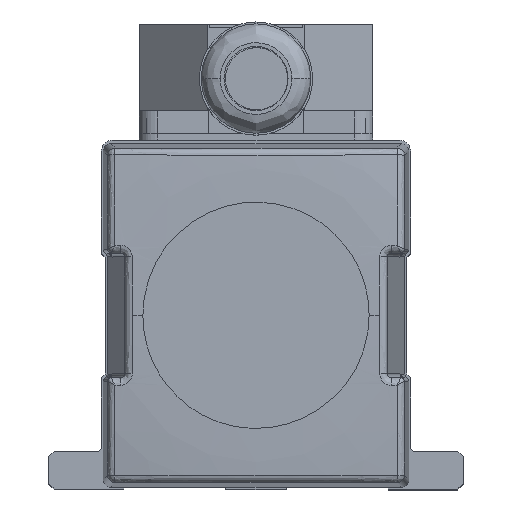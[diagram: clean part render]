
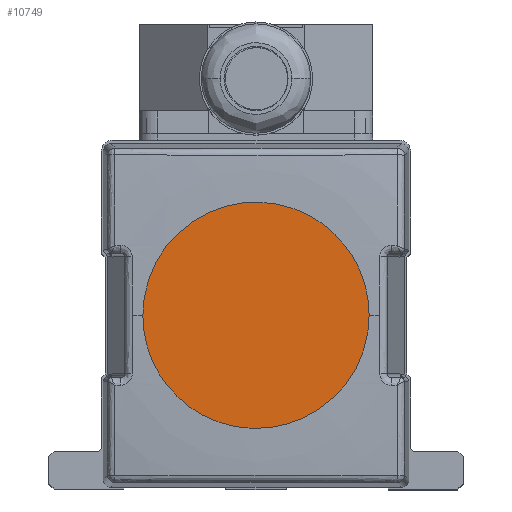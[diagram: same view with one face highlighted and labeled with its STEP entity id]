
A CAD part, top view. The second image highlights one B-rep face of the part: STEP entity #10749.
In plain terms, the highlighted planar face has unit normal (0, 0, 1).
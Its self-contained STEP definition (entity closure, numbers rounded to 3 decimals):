
#1707 = CARTESIAN_POINT ( 'NONE',  ( -30., 0., 36.5 ) ) ;
#1786 = CARTESIAN_POINT ( 'NONE',  ( 30., 0., 36.5 ) ) ;
#4557 = EDGE_CURVE ( 'NONE', #12334, #6082, #23186, .T. ) ;
#4829 = CARTESIAN_POINT ( 'NONE',  ( -30., 0., 36.5 ) ) ;
#5392 = DIRECTION ( 'NONE',  ( 0., 0., -1. ) ) ;
#5814 =( BOUNDED_CURVE ( )  B_SPLINE_CURVE ( 3, ( #15385, #18398, #6078, #10291 ),
 .UNSPECIFIED., .F., .F. ) 
 B_SPLINE_CURVE_WITH_KNOTS ( ( 4, 4 ),
 ( 0., 1. ),
 .UNSPECIFIED. ) 
 CURVE ( )  GEOMETRIC_REPRESENTATION_ITEM ( )  RATIONAL_B_SPLINE_CURVE ( ( 1., 0.333, 0.333, 1. ) ) 
 REPRESENTATION_ITEM ( '' )  );
#6078 = CARTESIAN_POINT ( 'NONE',  ( 30., 60., 36.5 ) ) ;
#6082 = VERTEX_POINT ( 'NONE', #1707 ) ;
#10041 = ORIENTED_EDGE ( 'NONE', *, *, #24735, .F. ) ;
#10291 = CARTESIAN_POINT ( 'NONE',  ( 30., 0., 36.5 ) ) ;
#10749 = ADVANCED_FACE ( 'NONE', ( #16186 ), #11499, .F. ) ;
#11219 = CARTESIAN_POINT ( 'NONE',  ( 0., 0., 36.5 ) ) ;
#11499 = PLANE ( 'NONE',  #26392 ) ;
#12298 = EDGE_LOOP ( 'NONE', ( #13195, #10041 ) ) ;
#12334 = VERTEX_POINT ( 'NONE', #1786 ) ;
#13195 = ORIENTED_EDGE ( 'NONE', *, *, #4557, .F. ) ;
#13272 = CARTESIAN_POINT ( 'NONE',  ( 30., -60., 36.5 ) ) ;
#15385 = CARTESIAN_POINT ( 'NONE',  ( -30., 0., 36.5 ) ) ;
#16186 = FACE_OUTER_BOUND ( 'NONE', #12298, .T. ) ;
#18398 = CARTESIAN_POINT ( 'NONE',  ( -30., 60., 36.5 ) ) ;
#23186 =( BOUNDED_CURVE ( )  B_SPLINE_CURVE ( 3, ( #23487, #13272, #23386, #4829 ),
 .UNSPECIFIED., .F., .F. ) 
 B_SPLINE_CURVE_WITH_KNOTS ( ( 4, 4 ),
 ( 0., 1. ),
 .UNSPECIFIED. ) 
 CURVE ( )  GEOMETRIC_REPRESENTATION_ITEM ( )  RATIONAL_B_SPLINE_CURVE ( ( 1., 0.333, 0.333, 1. ) ) 
 REPRESENTATION_ITEM ( '' )  );
#23386 = CARTESIAN_POINT ( 'NONE',  ( -30., -60., 36.5 ) ) ;
#23487 = CARTESIAN_POINT ( 'NONE',  ( 30., 0., 36.5 ) ) ;
#24735 = EDGE_CURVE ( 'NONE', #6082, #12334, #5814, .T. ) ;
#25850 = DIRECTION ( 'NONE',  ( -1., 0., 0. ) ) ;
#26392 = AXIS2_PLACEMENT_3D ( 'NONE', #11219, #5392, #25850 ) ;
